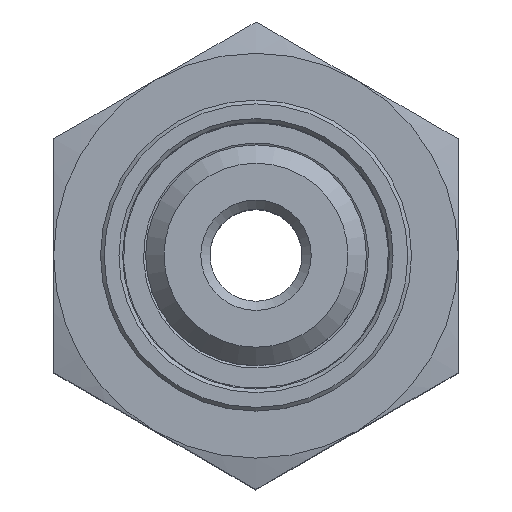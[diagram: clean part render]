
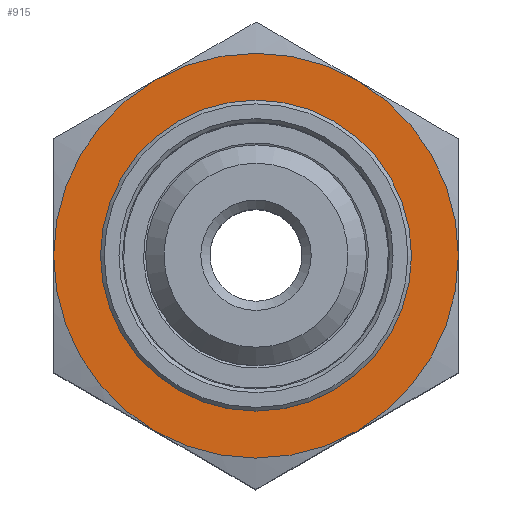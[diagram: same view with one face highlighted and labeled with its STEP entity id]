
A CAD part, top view. The second image highlights one B-rep face of the part: STEP entity #915.
In plain terms, the highlighted planar face has unit normal (0, 0, 1).
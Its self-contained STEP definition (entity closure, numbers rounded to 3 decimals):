
#422=CARTESIAN_POINT('',(5.507,9.522,19.));
#423=VERTEX_POINT('',#422);
#476=CARTESIAN_POINT('',(-5.493,9.53,19.));
#477=VERTEX_POINT('',#476);
#529=CARTESIAN_POINT('',(-11.,0.008,19.));
#530=VERTEX_POINT('',#529);
#705=CARTESIAN_POINT('',(11.,0.,19.));
#706=VERTEX_POINT('',#705);
#707=CARTESIAN_POINT('',(0.,0.,19.));
#708=DIRECTION('',(0.0,0.0,1.0));
#709=DIRECTION('',(-1.0,0.0,0.0));
#710=AXIS2_PLACEMENT_3D('',#707,#708,#709);
#711=CIRCLE('',#710,11.);
#712=EDGE_CURVE('',#706,#423,#711,.T.);
#736=CARTESIAN_POINT('',(0.,0.,19.));
#737=DIRECTION('',(0.0,0.0,1.0));
#738=DIRECTION('',(-1.0,0.0,0.0));
#739=AXIS2_PLACEMENT_3D('',#736,#737,#738);
#740=CIRCLE('',#739,11.);
#741=EDGE_CURVE('',#423,#477,#740,.T.);
#754=CARTESIAN_POINT('',(5.493,-9.53,19.));
#755=VERTEX_POINT('',#754);
#769=CARTESIAN_POINT('',(11.,-0.008,19.));
#770=VERTEX_POINT('',#769);
#784=CARTESIAN_POINT('',(0.,0.,19.));
#785=DIRECTION('',(0.0,0.0,1.0));
#786=DIRECTION('',(-1.0,0.0,0.0));
#787=AXIS2_PLACEMENT_3D('',#784,#785,#786);
#788=CIRCLE('',#787,11.);
#789=EDGE_CURVE('',#755,#770,#788,.T.);
#800=CARTESIAN_POINT('',(0.,0.,19.));
#801=DIRECTION('',(0.0,0.0,1.0));
#802=DIRECTION('',(-1.0,0.0,0.0));
#803=AXIS2_PLACEMENT_3D('',#800,#801,#802);
#804=CIRCLE('',#803,11.);
#805=EDGE_CURVE('',#477,#530,#804,.T.);
#816=CARTESIAN_POINT('',(-5.507,-9.522,19.));
#817=VERTEX_POINT('',#816);
#831=CARTESIAN_POINT('',(0.,0.,19.));
#832=DIRECTION('',(0.0,0.0,1.0));
#833=DIRECTION('',(-1.0,0.0,0.0));
#834=AXIS2_PLACEMENT_3D('',#831,#832,#833);
#835=CIRCLE('',#834,11.);
#836=EDGE_CURVE('',#530,#817,#835,.T.);
#875=CARTESIAN_POINT('',(0.,0.,19.));
#876=DIRECTION('',(0.0,0.0,1.0));
#877=DIRECTION('',(-1.0,0.0,0.0));
#878=AXIS2_PLACEMENT_3D('',#875,#876,#877);
#879=CIRCLE('',#878,11.);
#880=EDGE_CURVE('',#817,#755,#879,.T.);
#885=CARTESIAN_POINT('',(0.,0.,19.));
#886=DIRECTION('',(0.0,0.0,1.0));
#887=DIRECTION('',(1.0,0.0,0.0));
#888=AXIS2_PLACEMENT_3D('',#885,#886,#887);
#889=PLANE('',#888);
#890=ORIENTED_EDGE('',*,*,#789,.T.);
#891=CARTESIAN_POINT('',(11.,0.,19.));
#892=DIRECTION('',(-0.001,-1.,0.0));
#893=VECTOR('',#892,0.008);
#894=LINE('',#891,#893);
#895=EDGE_CURVE('',#706,#770,#894,.T.);
#896=ORIENTED_EDGE('',*,*,#895,.F.);
#897=ORIENTED_EDGE('',*,*,#712,.T.);
#898=ORIENTED_EDGE('',*,*,#741,.T.);
#899=ORIENTED_EDGE('',*,*,#805,.T.);
#900=ORIENTED_EDGE('',*,*,#836,.T.);
#901=ORIENTED_EDGE('',*,*,#880,.T.);
#902=EDGE_LOOP('',(#890,#896,#897,#898,#899,#900,#901));
#903=FACE_OUTER_BOUND('',#902,.T.);
#904=CARTESIAN_POINT('',(8.45,0.,19.));
#905=VERTEX_POINT('',#904);
#906=CARTESIAN_POINT('',(0.,0.,19.));
#907=DIRECTION('',(0.0,0.0,1.0));
#908=DIRECTION('',(-1.0,0.0,0.0));
#909=AXIS2_PLACEMENT_3D('',#906,#907,#908);
#910=CIRCLE('',#909,8.45);
#911=EDGE_CURVE('',#905,#905,#910,.T.);
#912=ORIENTED_EDGE('',*,*,#911,.F.);
#913=EDGE_LOOP('',(#912));
#914=FACE_BOUND('',#913,.T.);
#915=ADVANCED_FACE('',(#903,#914),#889,.T.);
